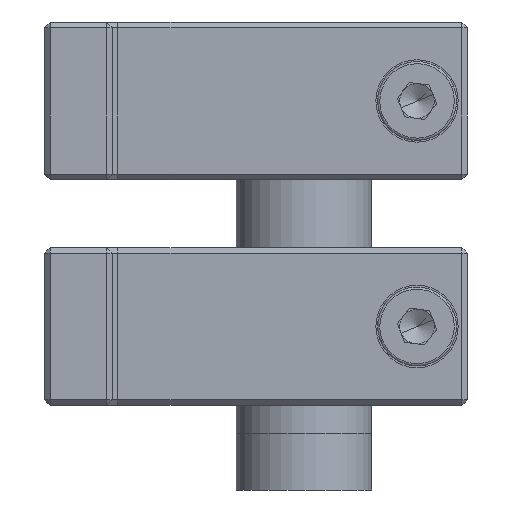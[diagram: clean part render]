
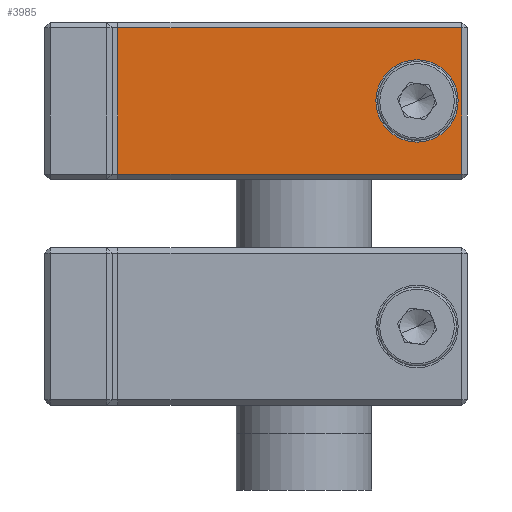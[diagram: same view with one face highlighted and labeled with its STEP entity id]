
A CAD part, left-side view. The second image highlights one B-rep face of the part: STEP entity #3985.
In plain terms, the highlighted planar face has unit normal (-1, 0, 0).
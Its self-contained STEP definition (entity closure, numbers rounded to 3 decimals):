
#877 = PLANE('',#878);
#878 = AXIS2_PLACEMENT_3D('',#879,#880,#881);
#879 = CARTESIAN_POINT('',(11.5,5.186,37.));
#880 = DIRECTION('',(-0.707,0.,0.707));
#881 = DIRECTION('',(0.,1.,0.));
#1814 = PLANE('',#1815);
#1815 = AXIS2_PLACEMENT_3D('',#1816,#1817,#1818);
#1816 = CARTESIAN_POINT('',(11.,5.186,23.5));
#1817 = DIRECTION('',(0.707,0.,0.707)
  );
#1818 = DIRECTION('',(0.,-1.,0.));
#2095 = VERTEX_POINT('',#2096);
#2096 = CARTESIAN_POINT('',(11.,-26.5,36.5));
#2110 = PLANE('',#2111);
#2111 = AXIS2_PLACEMENT_3D('',#2112,#2113,#2114);
#2112 = CARTESIAN_POINT('',(10.5,-26.,23.));
#2113 = DIRECTION('',(-0.707,-0.707,0.
    ));
#2114 = DIRECTION('',(0.,0.,-1.));
#2147 = VERTEX_POINT('',#2148);
#2148 = CARTESIAN_POINT('',(11.,-57.,36.5));
#2176 = EDGE_CURVE('',#2147,#2095,#2177,.T.);
#2177 = SURFACE_CURVE('',#2178,(#2182,#2189),.PCURVE_S1.);
#2178 = LINE('',#2179,#2180);
#2179 = CARTESIAN_POINT('',(11.,-26.,36.5));
#2180 = VECTOR('',#2181,1.);
#2181 = DIRECTION('',(0.,1.,0.));
#2182 = PCURVE('',#877,#2183);
#2183 = DEFINITIONAL_REPRESENTATION('',(#2184),#2188);
#2184 = LINE('',#2185,#2186);
#2185 = CARTESIAN_POINT('',(-31.186,0.707));
#2186 = VECTOR('',#2187,1.);
#2187 = DIRECTION('',(1.,0.));
#2188 = ( GEOMETRIC_REPRESENTATION_CONTEXT(2) 
PARAMETRIC_REPRESENTATION_CONTEXT() REPRESENTATION_CONTEXT('2D SPACE',''
  ) );
#2189 = PCURVE('',#2190,#2195);
#2190 = PLANE('',#2191);
#2191 = AXIS2_PLACEMENT_3D('',#2192,#2193,#2194);
#2192 = CARTESIAN_POINT('',(11.,5.186,23.));
#2193 = DIRECTION('',(1.,0.,0.));
#2194 = DIRECTION('',(0.,1.,0.));
#2195 = DEFINITIONAL_REPRESENTATION('',(#2196),#2200);
#2196 = LINE('',#2197,#2198);
#2197 = CARTESIAN_POINT('',(-31.186,13.5));
#2198 = VECTOR('',#2199,1.);
#2199 = DIRECTION('',(1.,0.));
#2200 = ( GEOMETRIC_REPRESENTATION_CONTEXT(2) 
PARAMETRIC_REPRESENTATION_CONTEXT() REPRESENTATION_CONTEXT('2D SPACE',''
  ) );
#3549 = VERTEX_POINT('',#3550);
#3550 = CARTESIAN_POINT('',(11.,-57.,23.5));
#3571 = EDGE_CURVE('',#3572,#3549,#3574,.T.);
#3572 = VERTEX_POINT('',#3573);
#3573 = CARTESIAN_POINT('',(11.,-26.5,23.5));
#3574 = SURFACE_CURVE('',#3575,(#3579,#3586),.PCURVE_S1.);
#3575 = LINE('',#3576,#3577);
#3576 = CARTESIAN_POINT('',(11.,5.186,23.5));
#3577 = VECTOR('',#3578,1.);
#3578 = DIRECTION('',(0.,-1.,0.));
#3579 = PCURVE('',#1814,#3580);
#3580 = DEFINITIONAL_REPRESENTATION('',(#3581),#3585);
#3581 = LINE('',#3582,#3583);
#3582 = CARTESIAN_POINT('',(0.,-0.));
#3583 = VECTOR('',#3584,1.);
#3584 = DIRECTION('',(1.,0.));
#3585 = ( GEOMETRIC_REPRESENTATION_CONTEXT(2) 
PARAMETRIC_REPRESENTATION_CONTEXT() REPRESENTATION_CONTEXT('2D SPACE',''
  ) );
#3586 = PCURVE('',#2190,#3587);
#3587 = DEFINITIONAL_REPRESENTATION('',(#3588),#3592);
#3588 = LINE('',#3589,#3590);
#3589 = CARTESIAN_POINT('',(0.,0.5));
#3590 = VECTOR('',#3591,1.);
#3591 = DIRECTION('',(-1.,0.));
#3592 = ( GEOMETRIC_REPRESENTATION_CONTEXT(2) 
PARAMETRIC_REPRESENTATION_CONTEXT() REPRESENTATION_CONTEXT('2D SPACE',''
  ) );
#3932 = EDGE_CURVE('',#2095,#3572,#3933,.T.);
#3933 = SURFACE_CURVE('',#3934,(#3938,#3945),.PCURVE_S1.);
#3934 = LINE('',#3935,#3936);
#3935 = CARTESIAN_POINT('',(11.,-26.5,23.));
#3936 = VECTOR('',#3937,1.);
#3937 = DIRECTION('',(0.,0.,-1.));
#3938 = PCURVE('',#2110,#3939);
#3939 = DEFINITIONAL_REPRESENTATION('',(#3940),#3944);
#3940 = LINE('',#3941,#3942);
#3941 = CARTESIAN_POINT('',(0.,0.707));
#3942 = VECTOR('',#3943,1.);
#3943 = DIRECTION('',(1.,0.));
#3944 = ( GEOMETRIC_REPRESENTATION_CONTEXT(2) 
PARAMETRIC_REPRESENTATION_CONTEXT() REPRESENTATION_CONTEXT('2D SPACE',''
  ) );
#3945 = PCURVE('',#2190,#3946);
#3946 = DEFINITIONAL_REPRESENTATION('',(#3947),#3951);
#3947 = LINE('',#3948,#3949);
#3948 = CARTESIAN_POINT('',(-31.686,0.));
#3949 = VECTOR('',#3950,1.);
#3950 = DIRECTION('',(0.,-1.));
#3951 = ( GEOMETRIC_REPRESENTATION_CONTEXT(2) 
PARAMETRIC_REPRESENTATION_CONTEXT() REPRESENTATION_CONTEXT('2D SPACE',''
  ) );
#3972 = PLANE('',#3973);
#3973 = AXIS2_PLACEMENT_3D('',#3974,#3975,#3976);
#3974 = CARTESIAN_POINT('',(11.,-57.,23.));
#3975 = DIRECTION('',(0.707,0.707,0.)
  );
#3976 = DIRECTION('',(0.,0.,1.));
#3985 = ADVANCED_FACE('',(#3986,#4012),#2190,.F.);
#3986 = FACE_BOUND('',#3987,.T.);
#3987 = EDGE_LOOP('',(#3988,#3989,#3990,#4011));
#3988 = ORIENTED_EDGE('',*,*,#3932,.T.);
#3989 = ORIENTED_EDGE('',*,*,#3571,.T.);
#3990 = ORIENTED_EDGE('',*,*,#3991,.T.);
#3991 = EDGE_CURVE('',#3549,#2147,#3992,.T.);
#3992 = SURFACE_CURVE('',#3993,(#3997,#4004),.PCURVE_S1.);
#3993 = LINE('',#3994,#3995);
#3994 = CARTESIAN_POINT('',(11.,-57.,23.));
#3995 = VECTOR('',#3996,1.);
#3996 = DIRECTION('',(0.,0.,1.));
#3997 = PCURVE('',#2190,#3998);
#3998 = DEFINITIONAL_REPRESENTATION('',(#3999),#4003);
#3999 = LINE('',#4000,#4001);
#4000 = CARTESIAN_POINT('',(-62.186,0.));
#4001 = VECTOR('',#4002,1.);
#4002 = DIRECTION('',(0.,1.));
#4003 = ( GEOMETRIC_REPRESENTATION_CONTEXT(2) 
PARAMETRIC_REPRESENTATION_CONTEXT() REPRESENTATION_CONTEXT('2D SPACE',''
  ) );
#4004 = PCURVE('',#3972,#4005);
#4005 = DEFINITIONAL_REPRESENTATION('',(#4006),#4010);
#4006 = LINE('',#4007,#4008);
#4007 = CARTESIAN_POINT('',(0.,0.));
#4008 = VECTOR('',#4009,1.);
#4009 = DIRECTION('',(1.,0.));
#4010 = ( GEOMETRIC_REPRESENTATION_CONTEXT(2) 
PARAMETRIC_REPRESENTATION_CONTEXT() REPRESENTATION_CONTEXT('2D SPACE',''
  ) );
#4011 = ORIENTED_EDGE('',*,*,#2176,.T.);
#4012 = FACE_BOUND('',#4013,.T.);
#4013 = EDGE_LOOP('',(#4014,#4049));
#4014 = ORIENTED_EDGE('',*,*,#4015,.F.);
#4015 = EDGE_CURVE('',#4016,#4018,#4020,.T.);
#4016 = VERTEX_POINT('',#4017);
#4017 = CARTESIAN_POINT('',(11.,-53.028,26.35));
#4018 = VERTEX_POINT('',#4019);
#4019 = CARTESIAN_POINT('',(11.,-53.028,33.65));
#4020 = SURFACE_CURVE('',#4021,(#4026,#4037),.PCURVE_S1.);
#4021 = CIRCLE('',#4022,3.65);
#4022 = AXIS2_PLACEMENT_3D('',#4023,#4024,#4025);
#4023 = CARTESIAN_POINT('',(11.,-53.028,30.));
#4024 = DIRECTION('',(-1.,0.,0.));
#4025 = DIRECTION('',(0.,0.,-1.));
#4026 = PCURVE('',#2190,#4027);
#4027 = DEFINITIONAL_REPRESENTATION('',(#4028),#4036);
#4028 = ( BOUNDED_CURVE() B_SPLINE_CURVE(2,(#4029,#4030,#4031,#4032,
#4033,#4034,#4035),.UNSPECIFIED.,.F.,.F.) B_SPLINE_CURVE_WITH_KNOTS((1,2
    ,2,2,2,1),(-2.094,0.,2.094,4.189,
6.283,8.378),.UNSPECIFIED.) CURVE() 
GEOMETRIC_REPRESENTATION_ITEM() RATIONAL_B_SPLINE_CURVE((1.,0.5,1.,0.5,
1.,0.5,1.)) REPRESENTATION_ITEM('') );
#4029 = CARTESIAN_POINT('',(-58.214,3.35));
#4030 = CARTESIAN_POINT('',(-64.536,3.35));
#4031 = CARTESIAN_POINT('',(-61.375,8.825));
#4032 = CARTESIAN_POINT('',(-58.214,14.3));
#4033 = CARTESIAN_POINT('',(-55.053,8.825));
#4034 = CARTESIAN_POINT('',(-51.892,3.35));
#4035 = CARTESIAN_POINT('',(-58.214,3.35));
#4036 = ( GEOMETRIC_REPRESENTATION_CONTEXT(2) 
PARAMETRIC_REPRESENTATION_CONTEXT() REPRESENTATION_CONTEXT('2D SPACE',''
  ) );
#4037 = PCURVE('',#4038,#4043);
#4038 = CYLINDRICAL_SURFACE('',#4039,3.65);
#4039 = AXIS2_PLACEMENT_3D('',#4040,#4041,#4042);
#4040 = CARTESIAN_POINT('',(11.,-53.028,30.));
#4041 = DIRECTION('',(-1.,0.,0.));
#4042 = DIRECTION('',(0.,0.,-1.));
#4043 = DEFINITIONAL_REPRESENTATION('',(#4044),#4048);
#4044 = LINE('',#4045,#4046);
#4045 = CARTESIAN_POINT('',(0.,0.));
#4046 = VECTOR('',#4047,1.);
#4047 = DIRECTION('',(1.,0.));
#4048 = ( GEOMETRIC_REPRESENTATION_CONTEXT(2) 
PARAMETRIC_REPRESENTATION_CONTEXT() REPRESENTATION_CONTEXT('2D SPACE',''
  ) );
#4049 = ORIENTED_EDGE('',*,*,#4050,.F.);
#4050 = EDGE_CURVE('',#4018,#4016,#4051,.T.);
#4051 = SURFACE_CURVE('',#4052,(#4057,#4068),.PCURVE_S1.);
#4052 = CIRCLE('',#4053,3.65);
#4053 = AXIS2_PLACEMENT_3D('',#4054,#4055,#4056);
#4054 = CARTESIAN_POINT('',(11.,-53.028,30.));
#4055 = DIRECTION('',(-1.,0.,0.));
#4056 = DIRECTION('',(0.,0.,-1.));
#4057 = PCURVE('',#2190,#4058);
#4058 = DEFINITIONAL_REPRESENTATION('',(#4059),#4067);
#4059 = ( BOUNDED_CURVE() B_SPLINE_CURVE(2,(#4060,#4061,#4062,#4063,
#4064,#4065,#4066),.UNSPECIFIED.,.F.,.F.) B_SPLINE_CURVE_WITH_KNOTS((1,2
    ,2,2,2,1),(-2.094,0.,2.094,4.189,
6.283,8.378),.UNSPECIFIED.) CURVE() 
GEOMETRIC_REPRESENTATION_ITEM() RATIONAL_B_SPLINE_CURVE((1.,0.5,1.,0.5,
1.,0.5,1.)) REPRESENTATION_ITEM('') );
#4060 = CARTESIAN_POINT('',(-58.214,3.35));
#4061 = CARTESIAN_POINT('',(-64.536,3.35));
#4062 = CARTESIAN_POINT('',(-61.375,8.825));
#4063 = CARTESIAN_POINT('',(-58.214,14.3));
#4064 = CARTESIAN_POINT('',(-55.053,8.825));
#4065 = CARTESIAN_POINT('',(-51.892,3.35));
#4066 = CARTESIAN_POINT('',(-58.214,3.35));
#4067 = ( GEOMETRIC_REPRESENTATION_CONTEXT(2) 
PARAMETRIC_REPRESENTATION_CONTEXT() REPRESENTATION_CONTEXT('2D SPACE',''
  ) );
#4068 = PCURVE('',#4069,#4074);
#4069 = CYLINDRICAL_SURFACE('',#4070,3.65);
#4070 = AXIS2_PLACEMENT_3D('',#4071,#4072,#4073);
#4071 = CARTESIAN_POINT('',(11.,-53.028,30.));
#4072 = DIRECTION('',(-1.,0.,0.));
#4073 = DIRECTION('',(0.,0.,-1.));
#4074 = DEFINITIONAL_REPRESENTATION('',(#4075),#4079);
#4075 = LINE('',#4076,#4077);
#4076 = CARTESIAN_POINT('',(0.,0.));
#4077 = VECTOR('',#4078,1.);
#4078 = DIRECTION('',(1.,0.));
#4079 = ( GEOMETRIC_REPRESENTATION_CONTEXT(2) 
PARAMETRIC_REPRESENTATION_CONTEXT() REPRESENTATION_CONTEXT('2D SPACE',''
  ) );
